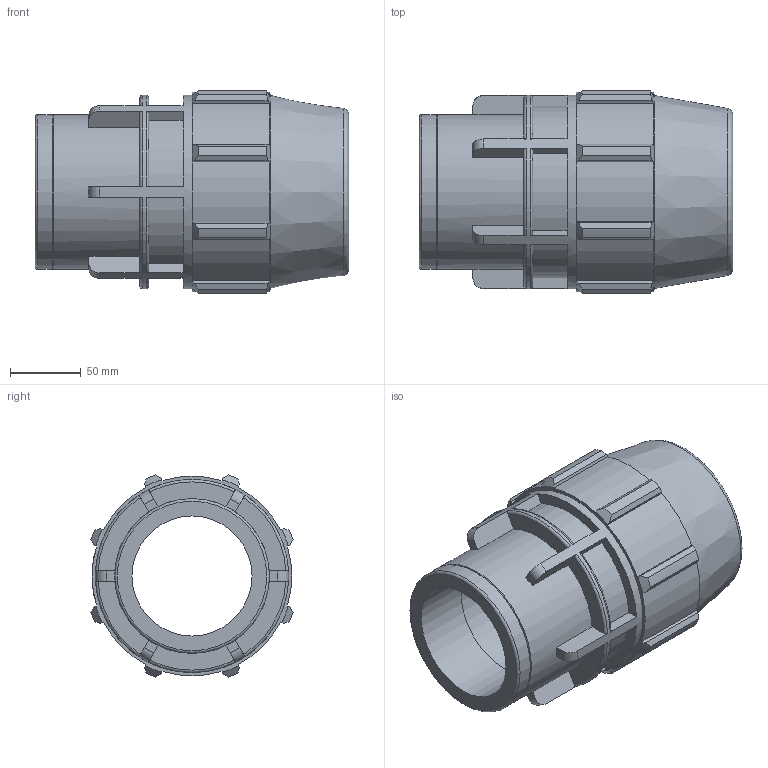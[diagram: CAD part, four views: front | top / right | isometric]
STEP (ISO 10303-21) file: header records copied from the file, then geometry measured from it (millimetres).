
FILE_DESCRIPTION(/* description */ ('PLASSON FEMALE ADAPTOR 90-3"'),/* implementation_level */ '2;1');
FILE_NAME(/* name */ '870300090030_180300090030_840306090030.ipt.stp',/* time_stamp */ '2018-03-25T20:10:19+03:00',/* author */ ('KIM'),/* organization */ (''),/* preprocessor_version */ 'ST-DEVELOPER v15.6',/* originating_system */ 'Autodesk Inventor 2015',/* authorisation */ '');
FILE_SCHEMA (('AUTOMOTIVE_DESIGN { 1 0 10303 214 3 1 1 }'));
Length unit declared in the file: millimetre
Products named in the file (1): 870300090030_180300090030_840306090030
Bounding box: 222 x 143.02 x 143.02 mm (x, y, z)
Volume: 1378881.4 mm3; surface area: 183215.7 mm2
Topology: 1 solids, 1 shells, 146 faces, 398 edges, 263 vertices
Faces by surface type: plane 85, cylinder 27, torus 20, cone 14
Full cylindrical faces by diameter (mm): 84.926 x1, 90 x1, 109.44 x2, 136.8 x1
Entity records: 5047 total; most frequent: CARTESIAN_POINT 1273, ORIENTED_EDGE 764, DIRECTION 730, EDGE_CURVE 382, AXIS2_PLACEMENT_3D 269, VERTEX_POINT 260, LINE 192, VECTOR 192
